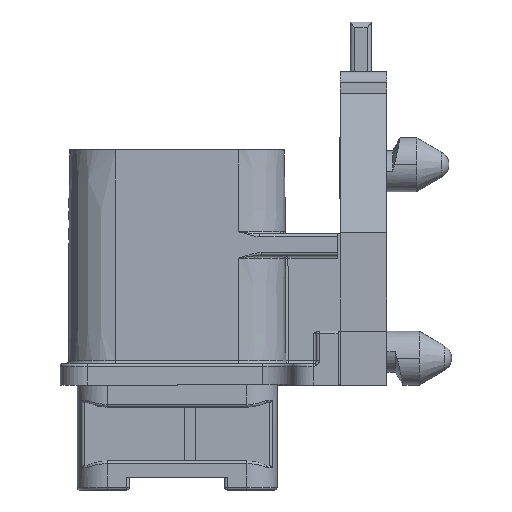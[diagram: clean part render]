
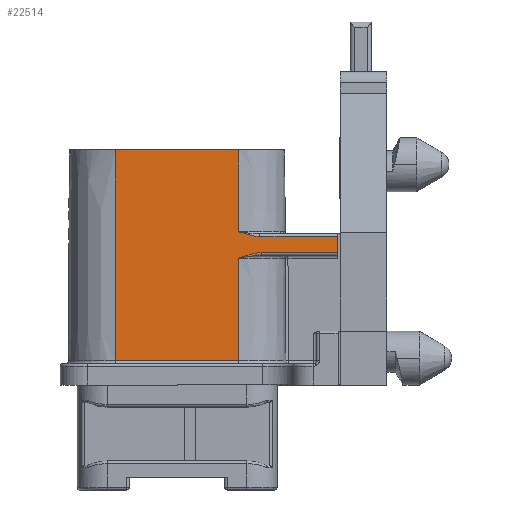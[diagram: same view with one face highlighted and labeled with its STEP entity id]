
A CAD part, front view. The second image highlights one B-rep face of the part: STEP entity #22514.
In plain terms, the highlighted planar face has unit normal (0, -1, 0.004).
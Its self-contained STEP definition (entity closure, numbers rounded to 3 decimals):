
#1521=CARTESIAN_POINT('',(5.7,-8.947,10.099));
#1840=DIRECTION('',(1.,0.,0.));
#1841=VECTOR('',#1840,11.4);
#1842=CARTESIAN_POINT('',(-5.7,-8.914,17.67));
#1843=LINE('',#1842,#1841);
#2031=DIRECTION('',(1.,0.,0.));
#2032=VECTOR('',#2031,7.193);
#2033=CARTESIAN_POINT('',(7.657,-8.949,9.651));
#2034=LINE('',#2033,#2032);
#2035=DIRECTION('',(0.,0.004,1.));
#2036=VECTOR('',#2035,1.501);
#2037=CARTESIAN_POINT('',(14.85,-8.955,8.15));
#2038=LINE('',#2037,#2036);
#2039=DIRECTION('',(1.,0.,0.));
#2040=VECTOR('',#2039,7.07);
#2041=CARTESIAN_POINT('',(7.78,-8.955,8.151));
#2042=LINE('',#2041,#2040);
#2043=CARTESIAN_POINT('',(7.78,-8.955,8.151));
#2044=CARTESIAN_POINT('',(7.729,-8.955,8.151));
#2045=CARTESIAN_POINT('',(7.621,-8.955,8.148));
#2046=CARTESIAN_POINT('',(7.438,-8.955,8.131));
#2047=CARTESIAN_POINT('',(7.232,-8.955,8.101));
#2048=CARTESIAN_POINT('',(6.999,-8.956,8.054));
#2049=CARTESIAN_POINT('',(6.738,-8.956,7.989));
#2050=CARTESIAN_POINT('',(6.545,-8.956,7.932));
#2051=CARTESIAN_POINT('',(6.443,-8.956,7.9));
#2053=DIRECTION('',(1.,0.,0.));
#2054=VECTOR('',#2053,11.4);
#2055=CARTESIAN_POINT('',(-5.7,-8.999,
-1.851));
#2056=LINE('',#2055,#2054);
#2057=DIRECTION('',(0.,-0.004,-1.));
#2058=VECTOR('',#2057,7.571);
#2059=CARTESIAN_POINT('',(5.7,-8.914,17.67));
#2060=LINE('',#2059,#2058);
#2061=CARTESIAN_POINT('',(5.7,-8.947,10.099));
#2062=CARTESIAN_POINT('',(5.817,-8.947,10.06));
#2063=CARTESIAN_POINT('',(6.041,-8.947,9.986));
#2064=CARTESIAN_POINT('',(6.351,-8.948,9.888));
#2065=CARTESIAN_POINT('',(6.634,-8.948,9.807));
#2066=CARTESIAN_POINT('',(6.888,-8.948,9.745));
#2067=CARTESIAN_POINT('',(7.116,-8.949,9.7));
#2068=CARTESIAN_POINT('',(7.32,-8.949,9.67));
#2069=CARTESIAN_POINT('',(7.5,-8.949,9.654));
#2070=CARTESIAN_POINT('',(7.607,-8.949,9.651));
#2071=CARTESIAN_POINT('',(7.657,-8.949,9.651));
#2073=CARTESIAN_POINT('',(14.85,-8.955,8.149));
#2109=CARTESIAN_POINT('',(5.7,-8.957,7.649));
#2116=CARTESIAN_POINT('',(6.443,-8.956,7.9));
#2117=CARTESIAN_POINT('',(6.412,-8.956,7.89));
#2118=CARTESIAN_POINT('',(6.35,-8.956,7.871));
#2119=CARTESIAN_POINT('',(6.257,-8.957,7.841));
#2120=CARTESIAN_POINT('',(6.164,-8.957,7.81));
#2121=CARTESIAN_POINT('',(6.072,-8.957,7.778));
#2122=CARTESIAN_POINT('',(5.98,-8.957,7.747));
#2123=CARTESIAN_POINT('',(5.888,-8.957,7.715));
#2124=CARTESIAN_POINT('',(5.795,-8.957,7.682));
#2125=CARTESIAN_POINT('',(5.732,-8.957,7.66));
#2126=CARTESIAN_POINT('',(5.7,-8.957,7.649));
#2147=DIRECTION('',(0.,0.004,1.));
#2148=VECTOR('',#2147,9.5);
#2149=CARTESIAN_POINT('',(5.7,-8.999,
-1.851));
#2150=LINE('',#2149,#2148);
#2181=DIRECTION('',(0.,-0.004,-1.));
#2182=VECTOR('',#2181,19.521);
#2183=CARTESIAN_POINT('',(-5.7,-8.914,17.67));
#2184=LINE('',#2183,#2182);
#19159=CARTESIAN_POINT('',(7.78,-8.955,
8.151));
#19161=VERTEX_POINT('',#19159);
#19162=VERTEX_POINT('',#2109);
#19340=CARTESIAN_POINT('',(-5.7,-8.914,17.67));
#19341=CARTESIAN_POINT('',(5.7,-8.914,17.67));
#19342=VERTEX_POINT('',#19340);
#19343=VERTEX_POINT('',#19341);
#19453=CARTESIAN_POINT('',(5.7,-8.999,-1.851));
#19455=VERTEX_POINT('',#19453);
#19459=CARTESIAN_POINT('',(-5.7,-8.999,
-1.851));
#19460=VERTEX_POINT('',#19459);
#19502=VERTEX_POINT('',#2051);
#19503=VERTEX_POINT('',#1521);
#19505=VERTEX_POINT('',#2071);
#19608=VERTEX_POINT('',#2073);
#19609=CARTESIAN_POINT('',(14.85,-8.949,9.651));
#19610=VERTEX_POINT('',#19609);
#22491=CARTESIAN_POINT('',(-5.7,-9.,-2.1));
#22492=DIRECTION('',(0.,-1.,0.004));
#22493=DIRECTION('',(1.,0.,0.));
#22494=AXIS2_PLACEMENT_3D('',#22491,#22492,#22493);
#22495=PLANE('',#22494);
#22496=ORIENTED_EDGE('',*,*,#21805,.T.);
#22497=ORIENTED_EDGE('',*,*,#21826,.F.);
#22499=ORIENTED_EDGE('',*,*,#22498,.F.);
#22501=ORIENTED_EDGE('',*,*,#22500,.T.);
#22503=ORIENTED_EDGE('',*,*,#22502,.T.);
#22505=ORIENTED_EDGE('',*,*,#22504,.F.);
#22506=ORIENTED_EDGE('',*,*,#21975,.F.);
#22508=ORIENTED_EDGE('',*,*,#22507,.F.);
#22509=ORIENTED_EDGE('',*,*,#22309,.T.);
#22510=ORIENTED_EDGE('',*,*,#22481,.T.);
#22511=ORIENTED_EDGE('',*,*,#21793,.T.);
#22512=EDGE_LOOP('',(#22496,#22497,#22499,#22501,#22503,#22505,#22506,#22508,
#22509,#22510,#22511));
#22513=FACE_OUTER_BOUND('',#22512,.F.);
#22514=ADVANCED_FACE('',(#22513),#22495,.T.);
#2052=B_SPLINE_CURVE_WITH_KNOTS('',3,(#2043,#2044,#2045,#2046,#2047,#2048,#2049,
#2050,#2051),.UNSPECIFIED.,.F.,.F.,(4,1,1,1,1,1,4),(0.,0.167,
0.333,0.5,0.667,0.833,1.),
.UNSPECIFIED.);
#2072=B_SPLINE_CURVE_WITH_KNOTS('',3,(#2061,#2062,#2063,#2064,#2065,#2066,#2067,
#2068,#2069,#2070,#2071),.UNSPECIFIED.,.F.,.F.,(4,1,1,1,1,1,1,1,4),(0.,
0.125,0.25,0.375,0.5,0.625,0.75,0.875,1.),.UNSPECIFIED.);
#2127=B_SPLINE_CURVE_WITH_KNOTS('',3,(#2116,#2117,#2118,#2119,#2120,#2121,#2122,
#2123,#2124,#2125,#2126),.UNSPECIFIED.,.F.,.F.,(4,1,1,1,1,1,1,1,4),(0.,
0.125,0.25,0.375,0.5,0.625,0.75,0.875,1.),.UNSPECIFIED.);
#21793=EDGE_CURVE('',#19503,#19505,#2072,.T.);
#21805=EDGE_CURVE('',#19505,#19610,#2034,.T.);
#21826=EDGE_CURVE('',#19608,#19610,#2038,.T.);
#21975=EDGE_CURVE('',#19460,#19455,#2056,.T.);
#22309=EDGE_CURVE('',#19342,#19343,#1843,.T.);
#22481=EDGE_CURVE('',#19343,#19503,#2060,.T.);
#22498=EDGE_CURVE('',#19161,#19608,#2042,.T.);
#22500=EDGE_CURVE('',#19161,#19502,#2052,.T.);
#22502=EDGE_CURVE('',#19502,#19162,#2127,.T.);
#22504=EDGE_CURVE('',#19455,#19162,#2150,.T.);
#22507=EDGE_CURVE('',#19342,#19460,#2184,.T.);
